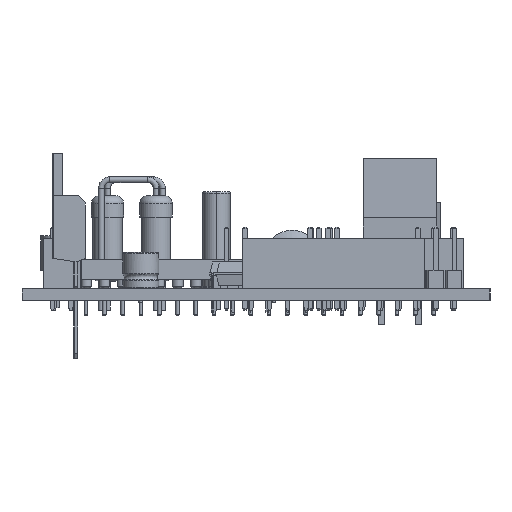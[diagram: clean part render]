
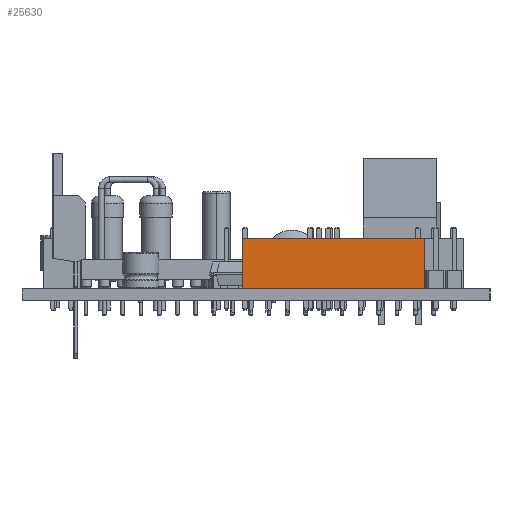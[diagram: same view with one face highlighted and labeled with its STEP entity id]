
A CAD part, left-side view. The second image highlights one B-rep face of the part: STEP entity #25630.
In plain terms, the highlighted planar face has unit normal (-1, 0, 0).
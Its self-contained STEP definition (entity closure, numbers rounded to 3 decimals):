
#24407 = VERTEX_POINT('',#24408);
#24408 = CARTESIAN_POINT('',(-1.27,-24.13,0.));
#24416 = EDGE_CURVE('',#24407,#24417,#24419,.T.);
#24417 = VERTEX_POINT('',#24418);
#24418 = CARTESIAN_POINT('',(-1.27,-24.13,7.));
#24419 = LINE('',#24420,#24421);
#24420 = CARTESIAN_POINT('',(-1.27,-24.13,0.));
#24421 = VECTOR('',#24422,1.);
#24422 = DIRECTION('',(0.,0.,1.));
#24479 = VERTEX_POINT('',#24480);
#24480 = CARTESIAN_POINT('',(-1.27,1.27,7.));
#24486 = EDGE_CURVE('',#24487,#24479,#24489,.T.);
#24487 = VERTEX_POINT('',#24488);
#24488 = CARTESIAN_POINT('',(-1.27,1.27,0.));
#24489 = LINE('',#24490,#24491);
#24490 = CARTESIAN_POINT('',(-1.27,1.27,0.));
#24491 = VECTOR('',#24492,1.);
#24492 = DIRECTION('',(0.,0.,1.));
#24551 = EDGE_CURVE('',#24479,#24417,#24552,.T.);
#24552 = LINE('',#24553,#24554);
#24553 = CARTESIAN_POINT('',(-1.27,1.27,7.));
#24554 = VECTOR('',#24555,1.);
#24555 = DIRECTION('',(0.,-1.,0.));
#24913 = EDGE_CURVE('',#24487,#24407,#24914,.T.);
#24914 = LINE('',#24915,#24916);
#24915 = CARTESIAN_POINT('',(-1.27,1.27,0.));
#24916 = VECTOR('',#24917,1.);
#24917 = DIRECTION('',(0.,-1.,0.));
#25630 = ADVANCED_FACE('',(#25631),#25637,.F.);
#25631 = FACE_BOUND('',#25632,.F.);
#25632 = EDGE_LOOP('',(#25633,#25634,#25635,#25636));
#25633 = ORIENTED_EDGE('',*,*,#24486,.T.);
#25634 = ORIENTED_EDGE('',*,*,#24551,.T.);
#25635 = ORIENTED_EDGE('',*,*,#24416,.F.);
#25636 = ORIENTED_EDGE('',*,*,#24913,.F.);
#25637 = PLANE('',#25638);
#25638 = AXIS2_PLACEMENT_3D('',#25639,#25640,#25641);
#25639 = CARTESIAN_POINT('',(-1.27,1.27,0.));
#25640 = DIRECTION('',(1.,0.,0.));
#25641 = DIRECTION('',(0.,-1.,0.));
